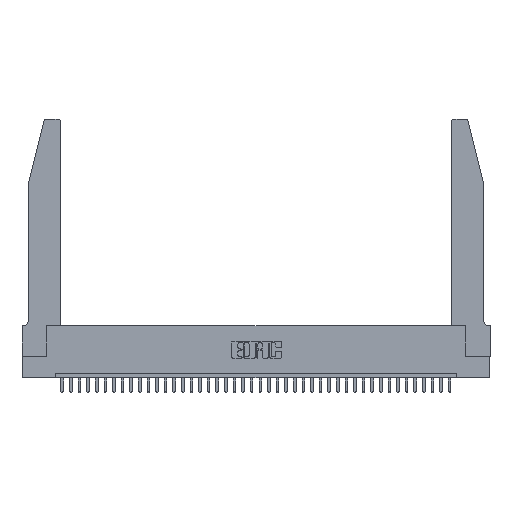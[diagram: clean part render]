
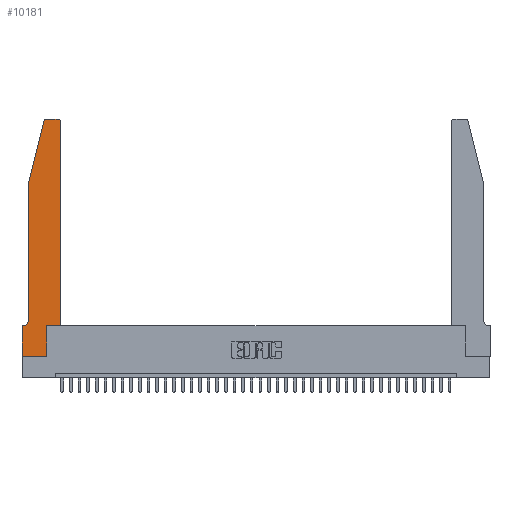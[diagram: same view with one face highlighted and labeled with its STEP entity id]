
A CAD part, top view. The second image highlights one B-rep face of the part: STEP entity #10181.
In plain terms, the highlighted planar face has unit normal (0, 0, 1).
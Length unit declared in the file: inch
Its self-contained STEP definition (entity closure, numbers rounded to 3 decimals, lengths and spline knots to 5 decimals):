
#230 = EDGE_CURVE ( 'NONE', #37609, #11987, #12897, .T. ) ;
#241 = VERTEX_POINT ( 'NONE', #10029 ) ;
#455 = CARTESIAN_POINT ( 'NONE',  ( 0.0755, 0.42, 0.37 ) ) ;
#554 = ORIENTED_EDGE ( 'NONE', *, *, #26893, .T. ) ;
#1185 = VECTOR ( 'NONE', #2993, 39.37008 ) ;
#1415 = PLANE ( 'NONE',  #14398 ) ;
#1884 = VECTOR ( 'NONE', #18054, 39.37008 ) ;
#1916 = VECTOR ( 'NONE', #32935, 39.37008 ) ;
#2153 = DIRECTION ( 'NONE',  ( 1., 0., 0. ) ) ;
#2386 = ORIENTED_EDGE ( 'NONE', *, *, #4190, .T. ) ;
#2993 = DIRECTION ( 'NONE',  ( -0.239, -0.971, 0. ) ) ;
#3879 = VECTOR ( 'NONE', #28909, 39.37008 ) ;
#4190 = EDGE_CURVE ( 'NONE', #8846, #241, #31500, .T. ) ;
#4541 = EDGE_CURVE ( 'NONE', #24800, #37609, #12116, .T. ) ;
#5929 = CIRCLE ( 'NONE', #36568, 0.07 ) ;
#6049 = EDGE_CURVE ( 'NONE', #12635, #8846, #28375, .T. ) ;
#6085 = CARTESIAN_POINT ( 'NONE',  ( 0.0755, 2., 0.37 ) ) ;
#6327 = VECTOR ( 'NONE', #27175, 39.37008 ) ;
#7310 = CIRCLE ( 'NONE', #38150, 0.03 ) ;
#7679 = VERTEX_POINT ( 'NONE', #25597 ) ;
#8400 = DIRECTION ( 'NONE',  ( 0., 0., 1. ) ) ;
#8507 = EDGE_CURVE ( 'NONE', #241, #24840, #38467, .T. ) ;
#8743 = ORIENTED_EDGE ( 'NONE', *, *, #32451, .T. ) ;
#8846 = VERTEX_POINT ( 'NONE', #10719 ) ;
#9141 = LINE ( 'NONE', #35887, #6327 ) ;
#9240 = LINE ( 'NONE', #26470, #32344 ) ;
#10029 = CARTESIAN_POINT ( 'NONE',  ( 0.4505, 0.35, 0.37 ) ) ;
#10181 = ADVANCED_FACE ( 'NONE', ( #33670 ), #1415, .T. ) ;
#10376 = EDGE_CURVE ( 'NONE', #32932, #7679, #5929, .T. ) ;
#10719 = CARTESIAN_POINT ( 'NONE',  ( 0.2865, 0.35, 0.37 ) ) ;
#11031 = CARTESIAN_POINT ( 'NONE',  ( 0.284, 2.72, 0.37 ) ) ;
#11736 = ORIENTED_EDGE ( 'NONE', *, *, #4541, .T. ) ;
#11860 = CARTESIAN_POINT ( 'NONE',  ( 0.2605, 2.75, 0.37 ) ) ;
#11987 = VERTEX_POINT ( 'NONE', #26280 ) ;
#12116 = CIRCLE ( 'NONE', #20433, 0.03 ) ;
#12635 = VERTEX_POINT ( 'NONE', #20171 ) ;
#12897 = LINE ( 'NONE', #29073, #1185 ) ;
#13307 = DIRECTION ( 'NONE',  ( 0., 0., -1. ) ) ;
#13563 = CARTESIAN_POINT ( 'NONE',  ( 0.4205, 2.75, 0.37 ) ) ;
#14262 = ORIENTED_EDGE ( 'NONE', *, *, #230, .T. ) ;
#14398 = AXIS2_PLACEMENT_3D ( 'NONE', #26624, #38654, #38655 ) ;
#14816 = VERTEX_POINT ( 'NONE', #13563 ) ;
#15488 = DIRECTION ( 'NONE',  ( 0., 1., 0. ) ) ;
#15973 = CARTESIAN_POINT ( 'NONE',  ( 0.4505, 2.72, 0.37 ) ) ;
#16036 = DIRECTION ( 'NONE',  ( 0., 0., 1. ) ) ;
#16302 = ORIENTED_EDGE ( 'NONE', *, *, #10376, .T. ) ;
#17681 = EDGE_LOOP ( 'NONE', ( #37081, #11736, #14262, #37933, #16302, #33508, #21357, #554, #18887, #2386, #34630, #8743 ) ) ;
#18054 = DIRECTION ( 'NONE',  ( 0., -1., 0. ) ) ;
#18181 = CARTESIAN_POINT ( 'NONE',  ( 0.4505, 0.35, 0.37 ) ) ;
#18887 = ORIENTED_EDGE ( 'NONE', *, *, #6049, .T. ) ;
#19441 = VECTOR ( 'NONE', #22926, 39.37008 ) ;
#20171 = CARTESIAN_POINT ( 'NONE',  ( 0.2865, 0., 0.37 ) ) ;
#20433 = AXIS2_PLACEMENT_3D ( 'NONE', #11031, #8400, #35672 ) ;
#20989 = VERTEX_POINT ( 'NONE', #26785 ) ;
#21357 = ORIENTED_EDGE ( 'NONE', *, *, #33546, .T. ) ;
#22736 = CARTESIAN_POINT ( 'NONE',  ( 0.284, 2.75, 0.37 ) ) ;
#22926 = DIRECTION ( 'NONE',  ( 0., -1., 0. ) ) ;
#24800 = VERTEX_POINT ( 'NONE', #22736 ) ;
#24840 = VERTEX_POINT ( 'NONE', #15973 ) ;
#25597 = CARTESIAN_POINT ( 'NONE',  ( 0.0055, 0.35, 0.37 ) ) ;
#25871 = LINE ( 'NONE', #6085, #1884 ) ;
#26280 = CARTESIAN_POINT ( 'NONE',  ( 0.0755, 2., 0.37 ) ) ;
#26470 = CARTESIAN_POINT ( 'NONE',  ( 0., 0., 0.37 ) ) ;
#26624 = CARTESIAN_POINT ( 'NONE',  ( 0., 0.35, 0.37 ) ) ;
#26648 = CARTESIAN_POINT ( 'NONE',  ( 0., 0.35, 0.37 ) ) ;
#26785 = CARTESIAN_POINT ( 'NONE',  ( 0., 0., 0.37 ) ) ;
#26893 = EDGE_CURVE ( 'NONE', #20989, #12635, #9240, .T. ) ;
#27175 = DIRECTION ( 'NONE',  ( -1., 0., 0. ) ) ;
#28375 = LINE ( 'NONE', #37707, #3879 ) ;
#28621 = DIRECTION ( 'NONE',  ( -1., 0., 0. ) ) ;
#28909 = DIRECTION ( 'NONE',  ( 0., 1., 0. ) ) ;
#29073 = CARTESIAN_POINT ( 'NONE',  ( 0.0755, 2., 0.37 ) ) ;
#30455 = VECTOR ( 'NONE', #15488, 39.37008 ) ;
#31500 = LINE ( 'NONE', #18181, #35275 ) ;
#31512 = CARTESIAN_POINT ( 'NONE',  ( 0.0055, 0.42, 0.37 ) ) ;
#32344 = VECTOR ( 'NONE', #2153, 39.37008 ) ;
#32451 = EDGE_CURVE ( 'NONE', #24840, #14816, #7310, .T. ) ;
#32822 = EDGE_CURVE ( 'NONE', #7679, #38737, #9141, .T. ) ;
#32932 = VERTEX_POINT ( 'NONE', #455 ) ;
#32935 = DIRECTION ( 'NONE',  ( -1., 0., 0. ) ) ;
#33508 = ORIENTED_EDGE ( 'NONE', *, *, #32822, .T. ) ;
#33546 = EDGE_CURVE ( 'NONE', #38737, #20989, #37331, .T. ) ;
#33634 = CARTESIAN_POINT ( 'NONE',  ( 0.4505, 0.35, 0.37 ) ) ;
#33670 = FACE_OUTER_BOUND ( 'NONE', #17681, .T. ) ;
#34600 = CARTESIAN_POINT ( 'NONE',  ( 0., 0., 0.37 ) ) ;
#34630 = ORIENTED_EDGE ( 'NONE', *, *, #8507, .T. ) ;
#35275 = VECTOR ( 'NONE', #36098, 39.37008 ) ;
#35672 = DIRECTION ( 'NONE',  ( 1., 0., 0. ) ) ;
#35887 = CARTESIAN_POINT ( 'NONE',  ( 0.0755, 0.35, 0.37 ) ) ;
#36098 = DIRECTION ( 'NONE',  ( 1., 0., 0. ) ) ;
#36303 = EDGE_CURVE ( 'NONE', #11987, #32932, #25871, .T. ) ;
#36568 = AXIS2_PLACEMENT_3D ( 'NONE', #31512, #13307, #28621 ) ;
#36947 = DIRECTION ( 'NONE',  ( 1., 0., 0. ) ) ;
#37081 = ORIENTED_EDGE ( 'NONE', *, *, #37137, .T. ) ;
#37137 = EDGE_CURVE ( 'NONE', #14816, #24800, #38828, .T. ) ;
#37331 = LINE ( 'NONE', #34600, #19441 ) ;
#37348 = CARTESIAN_POINT ( 'NONE',  ( 0.4205, 2.72, 0.37 ) ) ;
#37609 = VERTEX_POINT ( 'NONE', #38288 ) ;
#37707 = CARTESIAN_POINT ( 'NONE',  ( 0.2865, 0.35, 0.37 ) ) ;
#37933 = ORIENTED_EDGE ( 'NONE', *, *, #36303, .T. ) ;
#38150 = AXIS2_PLACEMENT_3D ( 'NONE', #37348, #16036, #36947 ) ;
#38288 = CARTESIAN_POINT ( 'NONE',  ( 0.25487, 2.72718, 0.37 ) ) ;
#38467 = LINE ( 'NONE', #33634, #30455 ) ;
#38654 = DIRECTION ( 'NONE',  ( 0., 0., 1. ) ) ;
#38655 = DIRECTION ( 'NONE',  ( 1., 0., 0. ) ) ;
#38737 = VERTEX_POINT ( 'NONE', #26648 ) ;
#38828 = LINE ( 'NONE', #11860, #1916 ) ;
